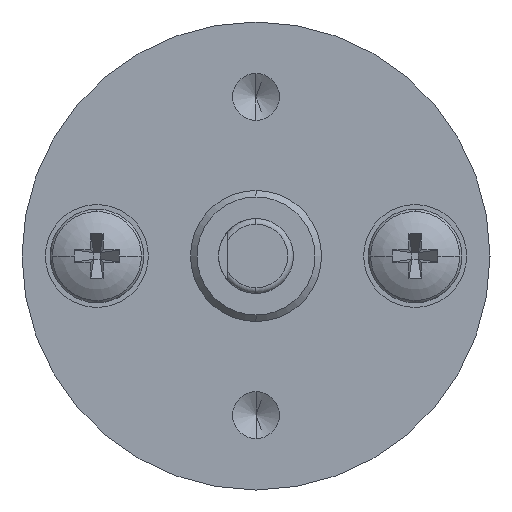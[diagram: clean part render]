
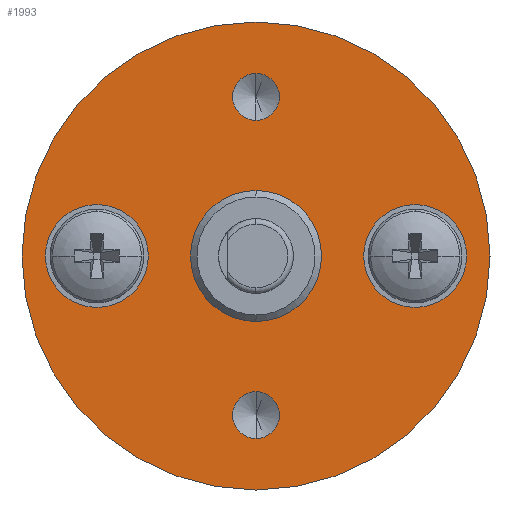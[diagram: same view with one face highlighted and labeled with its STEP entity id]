
A CAD part, left-side view. The second image highlights one B-rep face of the part: STEP entity #1993.
In plain terms, the highlighted planar face has unit normal (-1, 0, 0).
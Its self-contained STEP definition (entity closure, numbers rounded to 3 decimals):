
#7 = CIRCLE ( 'NONE', #567, 2.75 ) ;
#73 = DIRECTION ( 'NONE',  ( -1., 0., 0. ) ) ;
#83 = EDGE_LOOP ( 'NONE', ( #3002, #1277 ) ) ;
#102 = CARTESIAN_POINT ( 'NONE',  ( 0., 0., 0. ) ) ;
#142 = VERTEX_POINT ( 'NONE', #2098 ) ;
#149 = FACE_BOUND ( 'NONE', #515, .T. ) ;
#238 = DIRECTION ( 'NONE',  ( 0., 1., 0. ) ) ;
#304 = AXIS2_PLACEMENT_3D ( 'NONE', #1428, #1795, #3125 ) ;
#348 = CARTESIAN_POINT ( 'NONE',  ( 0., 0., 7.25 ) ) ;
#362 = CARTESIAN_POINT ( 'NONE',  ( 0., 0., 8.5 ) ) ;
#363 = EDGE_LOOP ( 'NONE', ( #2973, #2596 ) ) ;
#489 = DIRECTION ( 'NONE',  ( 0., 0., 1. ) ) ;
#515 = EDGE_LOOP ( 'NONE', ( #1448, #2476 ) ) ;
#532 = CARTESIAN_POINT ( 'NONE',  ( 0., -8.5, -2.75 ) ) ;
#567 = AXIS2_PLACEMENT_3D ( 'NONE', #2910, #1251, #3169 ) ;
#592 = AXIS2_PLACEMENT_3D ( 'NONE', #2691, #3951, #635 ) ;
#603 = DIRECTION ( 'NONE',  ( -1., 0., 0. ) ) ;
#630 = DIRECTION ( 'NONE',  ( 0., 0., 1. ) ) ;
#635 = DIRECTION ( 'NONE',  ( 0., 0., 1. ) ) ;
#639 = EDGE_CURVE ( 'NONE', #3131, #2111, #3843, .T. ) ;
#655 = EDGE_CURVE ( 'NONE', #2714, #3091, #2177, .T. ) ;
#683 = CIRCLE ( 'NONE', #1033, 3.5 ) ;
#707 = CARTESIAN_POINT ( 'NONE',  ( 0., 0., -8.5 ) ) ;
#763 = CIRCLE ( 'NONE', #2223, 2.75 ) ;
#798 = DIRECTION ( 'NONE',  ( 0., 0., 1. ) ) ;
#853 = EDGE_CURVE ( 'NONE', #4141, #2237, #7, .T. ) ;
#876 = CIRCLE ( 'NONE', #3281, 1.25 ) ;
#886 = FACE_OUTER_BOUND ( 'NONE', #363, .T. ) ;
#893 = ORIENTED_EDGE ( 'NONE', *, *, #2757, .F. ) ;
#923 = CARTESIAN_POINT ( 'NONE',  ( 0., 0., -12.5 ) ) ;
#935 = EDGE_CURVE ( 'NONE', #2237, #4141, #2195, .T. ) ;
#966 = AXIS2_PLACEMENT_3D ( 'NONE', #707, #2081, #798 ) ;
#982 = AXIS2_PLACEMENT_3D ( 'NONE', #362, #1283, #2010 ) ;
#996 = EDGE_CURVE ( 'NONE', #3067, #4150, #1431, .T. ) ;
#1029 = DIRECTION ( 'NONE',  ( 0., 0., 1. ) ) ;
#1033 = AXIS2_PLACEMENT_3D ( 'NONE', #1167, #1879, #1533 ) ;
#1167 = CARTESIAN_POINT ( 'NONE',  ( 0., 0., 0. ) ) ;
#1185 = EDGE_CURVE ( 'NONE', #142, #2257, #3814, .T. ) ;
#1251 = DIRECTION ( 'NONE',  ( -1., 0., 0. ) ) ;
#1277 = ORIENTED_EDGE ( 'NONE', *, *, #853, .F. ) ;
#1283 = DIRECTION ( 'NONE',  ( -1., 0., 0. ) ) ;
#1289 = CARTESIAN_POINT ( 'NONE',  ( 0., 8.5, 2.75 ) ) ;
#1298 = EDGE_LOOP ( 'NONE', ( #893, #1701 ) ) ;
#1426 = AXIS2_PLACEMENT_3D ( 'NONE', #2206, #3513, #238 ) ;
#1428 = CARTESIAN_POINT ( 'NONE',  ( 0., 0., 0. ) ) ;
#1431 = CIRCLE ( 'NONE', #592, 2.75 ) ;
#1448 = ORIENTED_EDGE ( 'NONE', *, *, #3868, .F. ) ;
#1533 = DIRECTION ( 'NONE',  ( 0., 0., 1. ) ) ;
#1701 = ORIENTED_EDGE ( 'NONE', *, *, #1185, .F. ) ;
#1757 = CARTESIAN_POINT ( 'NONE',  ( 0., 0., 3.5 ) ) ;
#1795 = DIRECTION ( 'NONE',  ( -1., 0., 0. ) ) ;
#1796 = FACE_BOUND ( 'NONE', #1298, .T. ) ;
#1879 = DIRECTION ( 'NONE',  ( -1., 0., 0. ) ) ;
#1964 = ORIENTED_EDGE ( 'NONE', *, *, #3228, .F. ) ;
#1987 = CARTESIAN_POINT ( 'NONE',  ( 0., 0., 0. ) ) ;
#1993 = ADVANCED_FACE ( 'NONE', ( #2826, #1796, #149, #2788, #4108, #886 ), #2527, .F. ) ;
#2010 = DIRECTION ( 'NONE',  ( 0., 0., 1. ) ) ;
#2081 = DIRECTION ( 'NONE',  ( -1., 0., 0. ) ) ;
#2098 = CARTESIAN_POINT ( 'NONE',  ( 0., 0., -9.75 ) ) ;
#2111 = VERTEX_POINT ( 'NONE', #1757 ) ;
#2119 = DIRECTION ( 'NONE',  ( -1., 0., 0. ) ) ;
#2177 = CIRCLE ( 'NONE', #304, 12.5 ) ;
#2195 = CIRCLE ( 'NONE', #4126, 2.75 ) ;
#2206 = CARTESIAN_POINT ( 'NONE',  ( 0., 3.5, 0. ) ) ;
#2223 = AXIS2_PLACEMENT_3D ( 'NONE', #3664, #2675, #1029 ) ;
#2237 = VERTEX_POINT ( 'NONE', #1289 ) ;
#2238 = EDGE_CURVE ( 'NONE', #3475, #3087, #876, .T. ) ;
#2241 = DIRECTION ( 'NONE',  ( 0., 0., 1. ) ) ;
#2257 = VERTEX_POINT ( 'NONE', #3634 ) ;
#2432 = CIRCLE ( 'NONE', #982, 1.25 ) ;
#2476 = ORIENTED_EDGE ( 'NONE', *, *, #2238, .F. ) ;
#2517 = EDGE_LOOP ( 'NONE', ( #3225, #3463 ) ) ;
#2527 = PLANE ( 'NONE',  #1426 ) ;
#2586 = CARTESIAN_POINT ( 'NONE',  ( 0., 0., 9.75 ) ) ;
#2596 = ORIENTED_EDGE ( 'NONE', *, *, #2607, .T. ) ;
#2607 = EDGE_CURVE ( 'NONE', #3091, #2714, #3038, .T. ) ;
#2630 = DIRECTION ( 'NONE',  ( 0., 0., 1. ) ) ;
#2661 = DIRECTION ( 'NONE',  ( 0., 0., 1. ) ) ;
#2675 = DIRECTION ( 'NONE',  ( -1., 0., 0. ) ) ;
#2691 = CARTESIAN_POINT ( 'NONE',  ( 0., -8.5, 0. ) ) ;
#2714 = VERTEX_POINT ( 'NONE', #3110 ) ;
#2757 = EDGE_CURVE ( 'NONE', #2257, #142, #2904, .T. ) ;
#2788 = FACE_BOUND ( 'NONE', #4034, .T. ) ;
#2826 = FACE_BOUND ( 'NONE', #2517, .T. ) ;
#2904 = CIRCLE ( 'NONE', #966, 1.25 ) ;
#2910 = CARTESIAN_POINT ( 'NONE',  ( 0., 8.5, 0. ) ) ;
#2973 = ORIENTED_EDGE ( 'NONE', *, *, #655, .T. ) ;
#3002 = ORIENTED_EDGE ( 'NONE', *, *, #935, .F. ) ;
#3036 = CARTESIAN_POINT ( 'NONE',  ( 0., 8.5, 0. ) ) ;
#3038 = CIRCLE ( 'NONE', #3450, 12.5 ) ;
#3067 = VERTEX_POINT ( 'NONE', #4218 ) ;
#3087 = VERTEX_POINT ( 'NONE', #2586 ) ;
#3091 = VERTEX_POINT ( 'NONE', #923 ) ;
#3110 = CARTESIAN_POINT ( 'NONE',  ( 0., 0., 12.5 ) ) ;
#3125 = DIRECTION ( 'NONE',  ( 0., 0., 1. ) ) ;
#3131 = VERTEX_POINT ( 'NONE', #3618 ) ;
#3169 = DIRECTION ( 'NONE',  ( 0., 0., 1. ) ) ;
#3225 = ORIENTED_EDGE ( 'NONE', *, *, #3339, .F. ) ;
#3228 = EDGE_CURVE ( 'NONE', #4150, #3067, #763, .T. ) ;
#3281 = AXIS2_PLACEMENT_3D ( 'NONE', #3591, #3290, #630 ) ;
#3290 = DIRECTION ( 'NONE',  ( -1., 0., 0. ) ) ;
#3339 = EDGE_CURVE ( 'NONE', #2111, #3131, #683, .T. ) ;
#3450 = AXIS2_PLACEMENT_3D ( 'NONE', #1987, #603, #2661 ) ;
#3463 = ORIENTED_EDGE ( 'NONE', *, *, #639, .F. ) ;
#3475 = VERTEX_POINT ( 'NONE', #348 ) ;
#3513 = DIRECTION ( 'NONE',  ( 1., 0., 0. ) ) ;
#3532 = CARTESIAN_POINT ( 'NONE',  ( 0., 0., -8.5 ) ) ;
#3591 = CARTESIAN_POINT ( 'NONE',  ( 0., 0., 8.5 ) ) ;
#3618 = CARTESIAN_POINT ( 'NONE',  ( 0., 0., -3.5 ) ) ;
#3622 = AXIS2_PLACEMENT_3D ( 'NONE', #102, #2119, #489 ) ;
#3634 = CARTESIAN_POINT ( 'NONE',  ( 0., 0., -7.25 ) ) ;
#3664 = CARTESIAN_POINT ( 'NONE',  ( 0., -8.5, 0. ) ) ;
#3757 = ORIENTED_EDGE ( 'NONE', *, *, #996, .F. ) ;
#3784 = CARTESIAN_POINT ( 'NONE',  ( 0., 8.5, -2.75 ) ) ;
#3814 = CIRCLE ( 'NONE', #3950, 1.25 ) ;
#3843 = CIRCLE ( 'NONE', #3622, 3.5 ) ;
#3868 = EDGE_CURVE ( 'NONE', #3087, #3475, #2432, .T. ) ;
#3950 = AXIS2_PLACEMENT_3D ( 'NONE', #3532, #4195, #2241 ) ;
#3951 = DIRECTION ( 'NONE',  ( -1., 0., 0. ) ) ;
#4034 = EDGE_LOOP ( 'NONE', ( #3757, #1964 ) ) ;
#4108 = FACE_BOUND ( 'NONE', #83, .T. ) ;
#4126 = AXIS2_PLACEMENT_3D ( 'NONE', #3036, #73, #2630 ) ;
#4141 = VERTEX_POINT ( 'NONE', #3784 ) ;
#4150 = VERTEX_POINT ( 'NONE', #532 ) ;
#4195 = DIRECTION ( 'NONE',  ( -1., 0., 0. ) ) ;
#4218 = CARTESIAN_POINT ( 'NONE',  ( 0., -8.5, 2.75 ) ) ;
